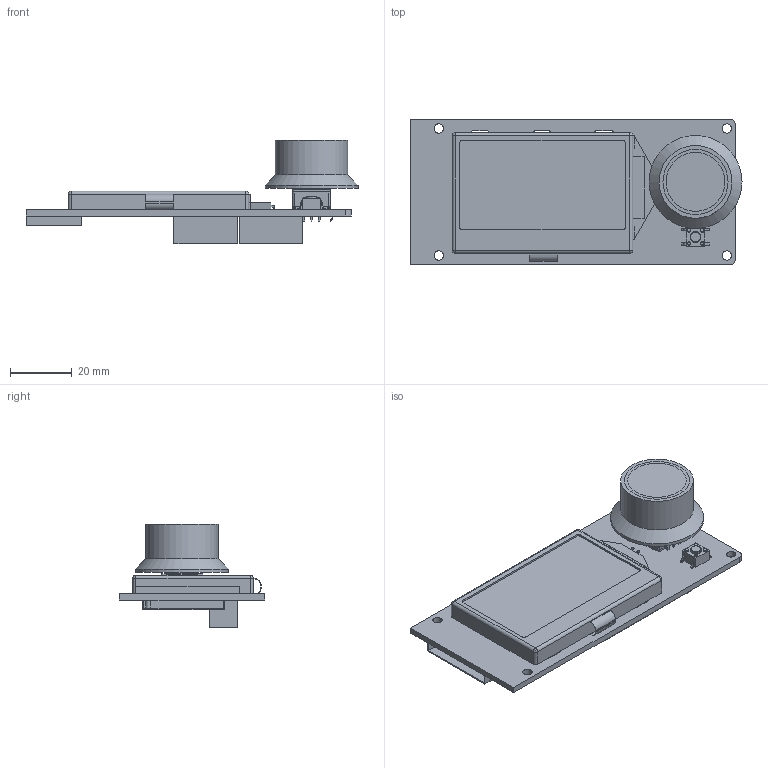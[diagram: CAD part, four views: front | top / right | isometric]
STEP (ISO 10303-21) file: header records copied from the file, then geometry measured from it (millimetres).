
FILE_DESCRIPTION(/* description */ (''),/* implementation_level */ '2;1');
FILE_NAME(/* name */ 'b84d6084-6222-4cef-8085-c804eca28a3d.stp',/* time_stamp */ '2019-09-11T15:47:27+00:00',/* author */ (''),/* organization */ (''),/* preprocessor_version */ 'ST-DEVELOPER v18',/* originating_system */ 'Autodesk Translation Framework v8.6.0.1094',/* authorisation */ '');
FILE_SCHEMA (('AUTOMOTIVE_DESIGN { 1 0 10303 214 3 1 1 }'));
Length unit declared in the file: millimetre
Products named in the file (9): Fysetc_12864_Display_Fysetc Mini 12864 v1; 12864Amini; backlight; lcd; PCB; Tactal Switch - SMD (6mmx 6mmx 4; pec11r-4215k_l13-8_w12-4_h21-5; LCD bezel; Button
Assembly tree (8 placements, depth 3):
  Fysetc_12864_Display_Fysetc Mini 12864 v1
    12864Amini
      backlight
      lcd
      PCB
      Tactal Switch - SMD (6mmx 6mmx 4
      pec11r-4215k_l13-8_w12-4_h21-5
      LCD bezel
    Button
Bounding box: 107.11 x 47 x 33.5 mm (x, y, z)
Volume: 31331.3 mm3; surface area: 32369 mm2
Topology: 8 solids, 28 shells, 829 faces, 2141 edges, 1394 vertices
Faces by surface type: plane 582, cylinder 137, cone 50, bspline 47, torus 9, sphere 4
Full cylindrical faces by diameter (mm): 1 x6, 1.019 x1, 1.219 x4, 1.863 x1, 3 x4, 5 x1, 6 x1, 7 x1, 19 x2, 21 x2, 23.5 x1, 30 x1
Entity records: 26699 total; most frequent: CARTESIAN_POINT 5941, ORIENTED_EDGE 4282, DIRECTION 3974, EDGE_CURVE 2141, LINE 1574, VECTOR 1574, VERTEX_POINT 1394, AXIS2_PLACEMENT_3D 1200
